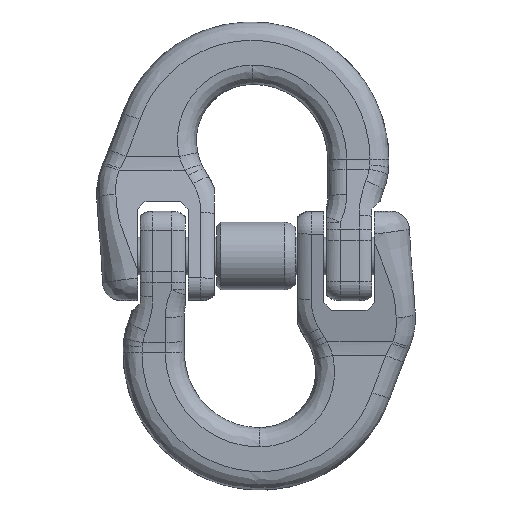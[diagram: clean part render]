
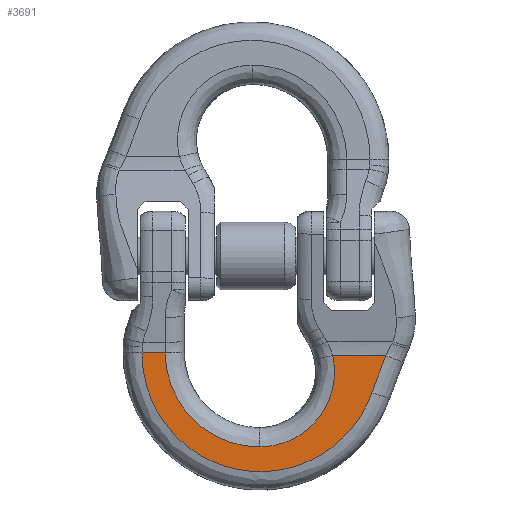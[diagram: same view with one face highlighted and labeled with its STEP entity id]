
A CAD part, left-side view. The second image highlights one B-rep face of the part: STEP entity #3691.
In plain terms, the highlighted planar face has unit normal (-1, 0, -0.018).
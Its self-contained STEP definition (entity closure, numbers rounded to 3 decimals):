
#1878=CARTESIAN_POINT('Vertex',(-8.128,-33.764,-26.559)) ;
#1952=CARTESIAN_POINT('Control Point',(-7.956,-30.059,-36.421)) ;
#1953=CARTESIAN_POINT('Control Point',(-7.991,-30.755,-34.436)) ;
#1954=CARTESIAN_POINT('Control Point',(-8.025,-31.475,-32.455)) ;
#1955=CARTESIAN_POINT('Control Point',(-8.06,-32.216,-30.48)) ;
#1956=CARTESIAN_POINT('Control Point',(-8.094,-32.98,-28.515)) ;
#1957=CARTESIAN_POINT('Control Point',(-8.128,-33.764,-26.559)) ;
#1958=CARTESIAN_POINT('Vertex',(-7.956,-30.059,-36.421)) ;
#2363=CARTESIAN_POINT('Line Origine',(-8.128,-1.633,-26.559)) ;
#2367=CARTESIAN_POINT('Vertex',(-8.128,-19.612,-26.559)) ;
#3470=CARTESIAN_POINT('Control Point',(-8.14,31.303,-25.867)) ;
#3471=CARTESIAN_POINT('Control Point',(-8.138,31.303,-25.971)) ;
#3472=CARTESIAN_POINT('Control Point',(-8.137,31.303,-26.076)) ;
#3473=CARTESIAN_POINT('Control Point',(-8.135,31.303,-26.18)) ;
#3474=CARTESIAN_POINT('Control Point',(-8.092,31.28,-28.613)) ;
#3475=CARTESIAN_POINT('Control Point',(-8.05,31.024,-31.039)) ;
#3476=CARTESIAN_POINT('Control Point',(-8.01,30.565,-33.337)) ;
#3477=CARTESIAN_POINT('Control Point',(-7.905,28.78,-39.32)) ;
#3478=CARTESIAN_POINT('Control Point',(-7.81,25.553,-44.767)) ;
#3479=CARTESIAN_POINT('Control Point',(-7.757,23.019,-47.828)) ;
#3480=CARTESIAN_POINT('Control Point',(-7.687,18.455,-51.849)) ;
#3481=CARTESIAN_POINT('Control Point',(-7.638,13.186,-54.646)) ;
#3482=CARTESIAN_POINT('Control Point',(-7.623,11.267,-55.468)) ;
#3483=CARTESIAN_POINT('Control Point',(-7.605,8.059,-56.543)) ;
#3484=CARTESIAN_POINT('Control Point',(-7.594,4.763,-57.178)) ;
#3485=CARTESIAN_POINT('Control Point',(-7.59,3.479,-57.358)) ;
#3486=CARTESIAN_POINT('Control Point',(-7.585,-0.097,-57.674)) ;
#3487=CARTESIAN_POINT('Control Point',(-7.588,-3.705,-57.481)) ;
#3488=CARTESIAN_POINT('Control Point',(-7.594,-6.004,-57.146)) ;
#3489=CARTESIAN_POINT('Control Point',(-7.621,-12.267,-55.635)) ;
#3490=CARTESIAN_POINT('Control Point',(-7.675,-18.085,-52.535)) ;
#3491=CARTESIAN_POINT('Control Point',(-7.72,-21.449,-49.944)) ;
#3492=CARTESIAN_POINT('Control Point',(-7.795,-25.4,-45.669)) ;
#3493=CARTESIAN_POINT('Control Point',(-7.881,-28.248,-40.717)) ;
#3494=CARTESIAN_POINT('Control Point',(-7.905,-28.942,-39.318)) ;
#3495=CARTESIAN_POINT('Control Point',(-7.93,-29.546,-37.883)) ;
#3496=CARTESIAN_POINT('Control Point',(-7.956,-30.059,-36.421)) ;
#3497=CARTESIAN_POINT('Vertex',(-8.14,31.303,-25.867)) ;
#3621=CARTESIAN_POINT('Axis2P3D Location',(-8.16,0.,-24.722)) ;
#3626=CARTESIAN_POINT('Line Origine',(-8.14,28.179,-25.867)) ;
#3630=CARTESIAN_POINT('Vertex',(-8.14,25.056,-25.867)) ;
#3634=CARTESIAN_POINT('Control Point',(-8.128,-19.612,-26.559)) ;
#3635=CARTESIAN_POINT('Control Point',(-8.121,-19.702,-26.964)) ;
#3636=CARTESIAN_POINT('Control Point',(-8.114,-19.78,-27.371)) ;
#3637=CARTESIAN_POINT('Control Point',(-8.107,-19.849,-27.78)) ;
#3638=CARTESIAN_POINT('Control Point',(-8.071,-20.138,-29.836)) ;
#3639=CARTESIAN_POINT('Control Point',(-8.034,-20.16,-31.921)) ;
#3640=CARTESIAN_POINT('Control Point',(-8.005,-20.005,-33.586)) ;
#3641=CARTESIAN_POINT('Control Point',(-7.948,-19.351,-36.86)) ;
#3642=CARTESIAN_POINT('Control Point',(-7.895,-18.042,-39.93)) ;
#3643=CARTESIAN_POINT('Control Point',(-7.869,-17.23,-41.392)) ;
#3644=CARTESIAN_POINT('Control Point',(-7.821,-15.315,-44.126)) ;
#3645=CARTESIAN_POINT('Control Point',(-7.782,-12.881,-46.41)) ;
#3646=CARTESIAN_POINT('Control Point',(-7.764,-11.55,-47.422)) ;
#3647=CARTESIAN_POINT('Control Point',(-7.734,-8.697,-49.155)) ;
#3648=CARTESIAN_POINT('Control Point',(-7.714,-5.55,-50.268)) ;
#3649=CARTESIAN_POINT('Control Point',(-7.707,-3.925,-50.659)) ;
#3650=CARTESIAN_POINT('Control Point',(-7.703,-2.178,-50.891)) ;
#3651=CARTESIAN_POINT('Control Point',(-7.703,-0.426,-50.932)) ;
#3652=CARTESIAN_POINT('Control Point',(-7.703,-0.333,-50.933)) ;
#3653=CARTESIAN_POINT('Control Point',(-7.703,-0.24,-50.934)) ;
#3654=CARTESIAN_POINT('Control Point',(-7.703,-0.147,-50.935)) ;
#3655=CARTESIAN_POINT('Vertex',(-7.703,-0.147,-50.935)) ;
#3659=CARTESIAN_POINT('Control Point',(-7.703,-0.147,-50.935)) ;
#3660=CARTESIAN_POINT('Control Point',(-7.702,2.17,-50.948)) ;
#3661=CARTESIAN_POINT('Control Point',(-7.707,4.488,-50.694)) ;
#3662=CARTESIAN_POINT('Control Point',(-7.716,6.767,-50.172)) ;
#3663=CARTESIAN_POINT('Control Point',(-7.743,11.164,-48.61)) ;
#3664=CARTESIAN_POINT('Control Point',(-7.787,15.087,-46.086)) ;
#3665=CARTESIAN_POINT('Control Point',(-7.813,16.894,-44.601)) ;
#3666=CARTESIAN_POINT('Control Point',(-7.872,20.132,-41.241)) ;
#3667=CARTESIAN_POINT('Control Point',(-7.942,22.518,-37.231)) ;
#3668=CARTESIAN_POINT('Control Point',(-7.979,23.473,-35.096)) ;
#3669=CARTESIAN_POINT('Control Point',(-8.034,24.458,-31.961)) ;
#3670=CARTESIAN_POINT('Control Point',(-8.09,24.921,-28.725)) ;
#3671=CARTESIAN_POINT('Control Point',(-8.107,25.01,-27.781)) ;
#3672=CARTESIAN_POINT('Control Point',(-8.123,25.055,-26.834)) ;
#3673=CARTESIAN_POINT('Control Point',(-8.14,25.056,-25.887)) ;
#3674=CARTESIAN_POINT('Vertex',(-8.14,25.056,-25.887)) ;
#3677=CARTESIAN_POINT('Line Origine',(-8.14,25.056,-25.877)) ;
#2364=DIRECTION('Vector Direction',(0.,1.,0.)) ;
#3622=DIRECTION('Axis2P3D Direction',(-1.,-0.,-0.017)) ;
#3623=DIRECTION('Axis2P3D XDirection',(0.017,0.,-1.)) ;
#3627=DIRECTION('Vector Direction',(0.,1.,0.)) ;
#3678=DIRECTION('Vector Direction',(-0.017,0.,1.)) ;
#3624=AXIS2_PLACEMENT_3D('Plane Axis2P3D',#3621,#3622,#3623) ;
#3683=ORIENTED_EDGE('',*,*,#3632,.F.) ;
#3684=ORIENTED_EDGE('',*,*,#3499,.F.) ;
#3685=ORIENTED_EDGE('',*,*,#1960,.F.) ;
#3686=ORIENTED_EDGE('',*,*,#2369,.T.) ;
#3687=ORIENTED_EDGE('',*,*,#3657,.F.) ;
#3688=ORIENTED_EDGE('',*,*,#3676,.F.) ;
#3689=ORIENTED_EDGE('',*,*,#3681,.F.) ;
#2365=VECTOR('Line Direction',#2364,1.) ;
#3628=VECTOR('Line Direction',#3627,1.) ;
#3679=VECTOR('Line Direction',#3678,1.) ;
#3691=ADVANCED_FACE('\X2\51434EF6672C9AD4\X0\',(#3690),#3625,.T.) ;
#1951=B_SPLINE_CURVE_WITH_KNOTS('',5,(#1952,#1953,#1954,#1955,#1956,#1957),.UNSPECIFIED.,.F.,.U.,(6,6),(71.136,89.134),.UNSPECIFIED.) ;
#3469=B_SPLINE_CURVE_WITH_KNOTS('',5,(#3470,#3471,#3472,#3473,#3474,#3475,#3476,#3477,#3478,#3479,#3480,#3481,#3482,#3483,#3484,#3485,#3486,#3487,#3488,#3489,#3490,#3491,#3492,#3493,#3494,#3495,#3496),.UNSPECIFIED.,.F.,.U.,(6,3,3,3,3,3,3,3,6),(97.696,98.698,121.053,158.173,178.285,190.961,213.385,252.821,267.709),.UNSPECIFIED.) ;
#3633=B_SPLINE_CURVE_WITH_KNOTS('',5,(#3634,#3635,#3636,#3637,#3638,#3639,#3640,#3641,#3642,#3643,#3644,#3645,#3646,#3647,#3648,#3649,#3650,#3651,#3652,#3653,#3654),.UNSPECIFIED.,.F.,.U.,(6,3,3,3,3,3,6),(18.644,21.233,31.602,41.97,52.337,62.703,63.283),.UNSPECIFIED.) ;
#3658=B_SPLINE_CURVE_WITH_KNOTS('',5,(#3659,#3660,#3661,#3662,#3663,#3664,#3665,#3666,#3667,#3668,#3669,#3670,#3671,#3672,#3673),.UNSPECIFIED.,.F.,.U.,(6,3,3,3,6),(58.525,73.351,88.18,103.012,109.071),.UNSPECIFIED.) ;
#1960=EDGE_CURVE('',#1879,#1959,#1951,.F.) ;
#2369=EDGE_CURVE('',#1879,#2368,#2366,.T.) ;
#3499=EDGE_CURVE('',#1959,#3498,#3469,.F.) ;
#3632=EDGE_CURVE('',#3498,#3631,#3629,.F.) ;
#3657=EDGE_CURVE('',#3656,#2368,#3633,.F.) ;
#3676=EDGE_CURVE('',#3675,#3656,#3658,.F.) ;
#3681=EDGE_CURVE('',#3631,#3675,#3680,.F.) ;
#3682=EDGE_LOOP('',(#3683,#3684,#3685,#3686,#3687,#3688,#3689)) ;
#3690=FACE_OUTER_BOUND('',#3682,.T.) ;
#2366=LINE('Line',#2363,#2365) ;
#3629=LINE('Line',#3626,#3628) ;
#3680=LINE('Line',#3677,#3679) ;
#3625=PLANE('',#3624) ;
#1879=VERTEX_POINT('',#1878) ;
#1959=VERTEX_POINT('',#1958) ;
#2368=VERTEX_POINT('',#2367) ;
#3498=VERTEX_POINT('',#3497) ;
#3631=VERTEX_POINT('',#3630) ;
#3656=VERTEX_POINT('',#3655) ;
#3675=VERTEX_POINT('',#3674) ;
